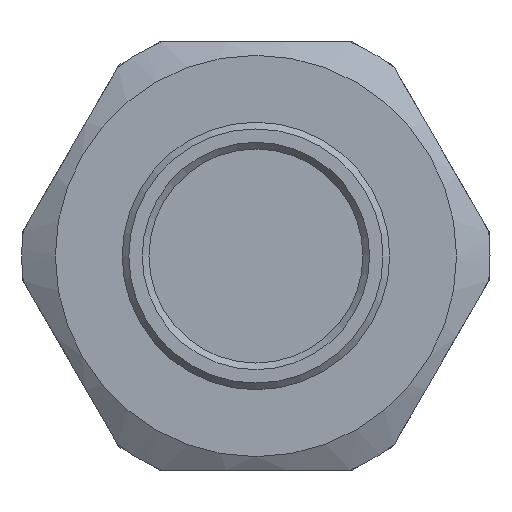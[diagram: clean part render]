
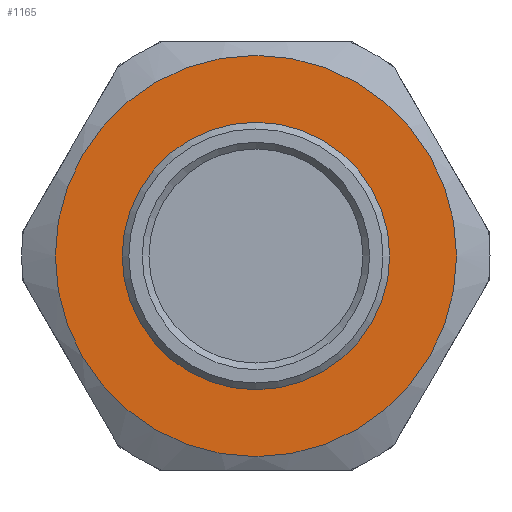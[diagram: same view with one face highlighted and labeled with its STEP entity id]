
A CAD part, front view. The second image highlights one B-rep face of the part: STEP entity #1165.
In plain terms, the highlighted planar face has unit normal (0, -1, 0).
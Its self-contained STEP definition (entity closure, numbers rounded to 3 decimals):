
#235=FACE_BOUND('',#359,.T.);
#283=FACE_OUTER_BOUND('',#358,.T.);
#358=EDGE_LOOP('',(#943));
#359=EDGE_LOOP('',(#944));
#428=CIRCLE('',#1300,9.5);
#429=CIRCLE('',#1302,15.);
#518=VERTEX_POINT('',#1963);
#519=VERTEX_POINT('',#1967);
#670=EDGE_CURVE('',#518,#518,#428,.T.);
#672=EDGE_CURVE('',#519,#519,#429,.T.);
#943=ORIENTED_EDGE('',*,*,#672,.F.);
#944=ORIENTED_EDGE('',*,*,#670,.T.);
#1105=PLANE('',#1301);
#1165=ADVANCED_FACE('',(#283,#235),#1105,.T.);
#1300=AXIS2_PLACEMENT_3D('',#1964,#1549,#1550);
#1301=AXIS2_PLACEMENT_3D('',#1966,#1552,#1553);
#1302=AXIS2_PLACEMENT_3D('',#1968,#1554,#1555);
#1549=DIRECTION('center_axis',(0.,1.,0.));
#1550=DIRECTION('ref_axis',(1.,0.,0.));
#1552=DIRECTION('center_axis',(0.,-1.,0.));
#1553=DIRECTION('ref_axis',(0.,0.,-1.));
#1554=DIRECTION('center_axis',(0.,1.,0.));
#1555=DIRECTION('ref_axis',(1.,0.,0.));
#1963=CARTESIAN_POINT('',(9.5,15.,0.));
#1964=CARTESIAN_POINT('Origin',(0.,15.,0.));
#1966=CARTESIAN_POINT('Origin',(-15.,15.,0.));
#1967=CARTESIAN_POINT('',(15.,15.,0.));
#1968=CARTESIAN_POINT('Origin',(0.,15.,0.));
